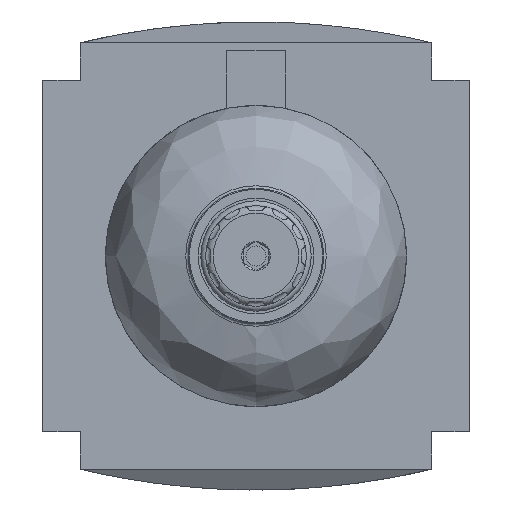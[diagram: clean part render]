
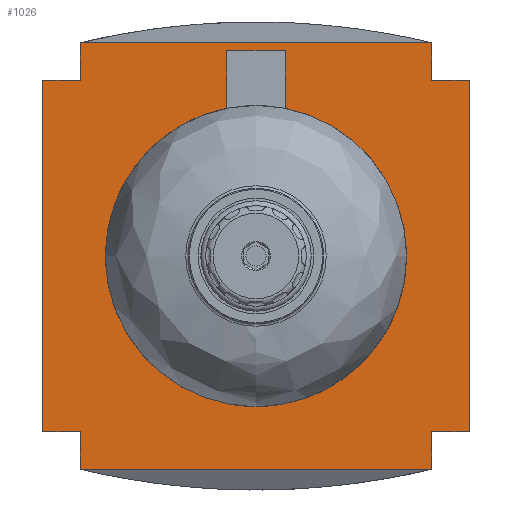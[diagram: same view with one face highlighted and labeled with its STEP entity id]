
A CAD part, front view. The second image highlights one B-rep face of the part: STEP entity #1026.
In plain terms, the highlighted planar face has unit normal (0, -1, 0).
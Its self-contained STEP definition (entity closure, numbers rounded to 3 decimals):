
#1026 = ADVANCED_FACE( '', ( #2160 ), #2161, .F. );
#2160 = FACE_OUTER_BOUND( '', #3424, .T. );
#2161 = PLANE( '', #3425 );
#3424 = EDGE_LOOP( '', ( #6317, #6318, #6319, #6320, #6321, #6322, #6323, #6324, #6325, #6326, #6327, #6328 ) );
#3425 = AXIS2_PLACEMENT_3D( '', #6329, #6330, #6331 );
#6317 = ORIENTED_EDGE( '', *, *, #7280, .F. );
#6318 = ORIENTED_EDGE( '', *, *, #8336, .F. );
#6319 = ORIENTED_EDGE( '', *, *, #7485, .F. );
#6320 = ORIENTED_EDGE( '', *, *, #7384, .T. );
#6321 = ORIENTED_EDGE( '', *, *, #8448, .F. );
#6322 = ORIENTED_EDGE( '', *, *, #8278, .T. );
#6323 = ORIENTED_EDGE( '', *, *, #7895, .F. );
#6324 = ORIENTED_EDGE( '', *, *, #7305, .T. );
#6325 = ORIENTED_EDGE( '', *, *, #7502, .T. );
#6326 = ORIENTED_EDGE( '', *, *, #7953, .F. );
#6327 = ORIENTED_EDGE( '', *, *, #8193, .F. );
#6328 = ORIENTED_EDGE( '', *, *, #7865, .T. );
#6329 = CARTESIAN_POINT( '', ( 0., -51., 103.36 ) );
#6330 = DIRECTION( '', ( 0., 1., 0. ) );
#6331 = DIRECTION( '', ( 0., 0., 1. ) );
#7280 = EDGE_CURVE( '', #8671, #8674, #8675, .T. );
#7305 = EDGE_CURVE( '', #8720, #8718, #8721, .T. );
#7384 = EDGE_CURVE( '', #8860, #8858, #8861, .T. );
#7485 = EDGE_CURVE( '', #8860, #9031, #9035, .T. );
#7502 = EDGE_CURVE( '', #8718, #9064, #9066, .T. );
#7865 = EDGE_CURVE( '', #8813, #8674, #9670, .T. );
#7895 = EDGE_CURVE( '', #8720, #9715, #9716, .T. );
#7953 = EDGE_CURVE( '', #9804, #9064, #9806, .T. );
#8193 = EDGE_CURVE( '', #8813, #9804, #10141, .T. );
#8278 = EDGE_CURVE( '', #10261, #9715, #10262, .T. );
#8336 = EDGE_CURVE( '', #9031, #8671, #10330, .T. );
#8448 = EDGE_CURVE( '', #10261, #8858, #10459, .T. );
#8671 = VERTEX_POINT( '', #10729 );
#8674 = VERTEX_POINT( '', #10733 );
#8675 = LINE( '', #10734, #10735 );
#8718 = VERTEX_POINT( '', #10832 );
#8720 = VERTEX_POINT( '', #10835 );
#8721 = LINE( '', #10836, #10837 );
#8813 = VERTEX_POINT( '', #10993 );
#8858 = VERTEX_POINT( '', #11066 );
#8860 = VERTEX_POINT( '', #11069 );
#8861 = LINE( '', #11070, #11071 );
#9031 = VERTEX_POINT( '', #11318 );
#9035 = LINE( '', #11324, #11325 );
#9064 = VERTEX_POINT( '', #11368 );
#9066 = LINE( '', #11371, #11372 );
#9670 = LINE( '', #12376, #12377 );
#9715 = VERTEX_POINT( '', #12466 );
#9716 = LINE( '', #12467, #12468 );
#9804 = VERTEX_POINT( '', #12600 );
#9806 = LINE( '', #12603, #12604 );
#10141 = LINE( '', #13235, #13236 );
#10261 = VERTEX_POINT( '', #13444 );
#10262 = LINE( '', #13445, #13446 );
#10330 = LINE( '', #13619, #13620 );
#10459 = LINE( '', #13811, #13812 );
#10729 = CARTESIAN_POINT( '', ( 35., -51., -35. ) );
#10733 = CARTESIAN_POINT( '', ( 35., -51., -42.5 ) );
#10734 = CARTESIAN_POINT( '', ( 35., -51., 42.5 ) );
#10735 = VECTOR( '', #14181, 1000. );
#10832 = CARTESIAN_POINT( '', ( -42.5, -51., 35. ) );
#10835 = CARTESIAN_POINT( '', ( -35., -51., 35. ) );
#10836 = CARTESIAN_POINT( '', ( 42.5, -51., 35. ) );
#10837 = VECTOR( '', #14198, 1000. );
#10993 = CARTESIAN_POINT( '', ( -35., -51., -42.5 ) );
#11066 = CARTESIAN_POINT( '', ( 35., -51., 35. ) );
#11069 = CARTESIAN_POINT( '', ( 42.5, -51., 35. ) );
#11070 = CARTESIAN_POINT( '', ( 42.5, -51., 35. ) );
#11071 = VECTOR( '', #14283, 1000. );
#11318 = CARTESIAN_POINT( '', ( 42.5, -51., -35. ) );
#11324 = CARTESIAN_POINT( '', ( 42.5, -51., 35. ) );
#11325 = VECTOR( '', #14400, 1000. );
#11368 = CARTESIAN_POINT( '', ( -42.5, -51., -35. ) );
#11371 = CARTESIAN_POINT( '', ( -42.5, -51., 35. ) );
#11372 = VECTOR( '', #14422, 1000. );
#12376 = CARTESIAN_POINT( '', ( 0., -51., -42.5 ) );
#12377 = VECTOR( '', #14828, 1000. );
#12466 = CARTESIAN_POINT( '', ( -35., -51., 42.5 ) );
#12467 = CARTESIAN_POINT( '', ( -35., -51., -42.5 ) );
#12468 = VECTOR( '', #14852, 1000. );
#12600 = CARTESIAN_POINT( '', ( -35., -51., -35. ) );
#12603 = CARTESIAN_POINT( '', ( 42.5, -51., -35. ) );
#12604 = VECTOR( '', #14919, 1000. );
#13235 = CARTESIAN_POINT( '', ( -35., -51., -42.5 ) );
#13236 = VECTOR( '', #15147, 1000. );
#13444 = CARTESIAN_POINT( '', ( 35., -51., 42.5 ) );
#13445 = CARTESIAN_POINT( '', ( 0., -51., 42.5 ) );
#13446 = VECTOR( '', #15223, 1000. );
#13619 = CARTESIAN_POINT( '', ( 42.5, -51., -35. ) );
#13620 = VECTOR( '', #15270, 1000. );
#13811 = CARTESIAN_POINT( '', ( 35., -51., 42.5 ) );
#13812 = VECTOR( '', #15366, 1000. );
#14181 = DIRECTION( '', ( 0., 0., -1. ) );
#14198 = DIRECTION( '', ( -1., 0., 0. ) );
#14283 = DIRECTION( '', ( -1., 0., 0. ) );
#14400 = DIRECTION( '', ( 0., 0., -1. ) );
#14422 = DIRECTION( '', ( 0., 0., -1. ) );
#14828 = DIRECTION( '', ( 1., 0., 0. ) );
#14852 = DIRECTION( '', ( 0., 0., 1. ) );
#14919 = DIRECTION( '', ( -1., 0., 0. ) );
#15147 = DIRECTION( '', ( 0., 0., 1. ) );
#15223 = DIRECTION( '', ( -1., 0., 0. ) );
#15270 = DIRECTION( '', ( -1., 0., 0. ) );
#15366 = DIRECTION( '', ( 0., 0., -1. ) );
